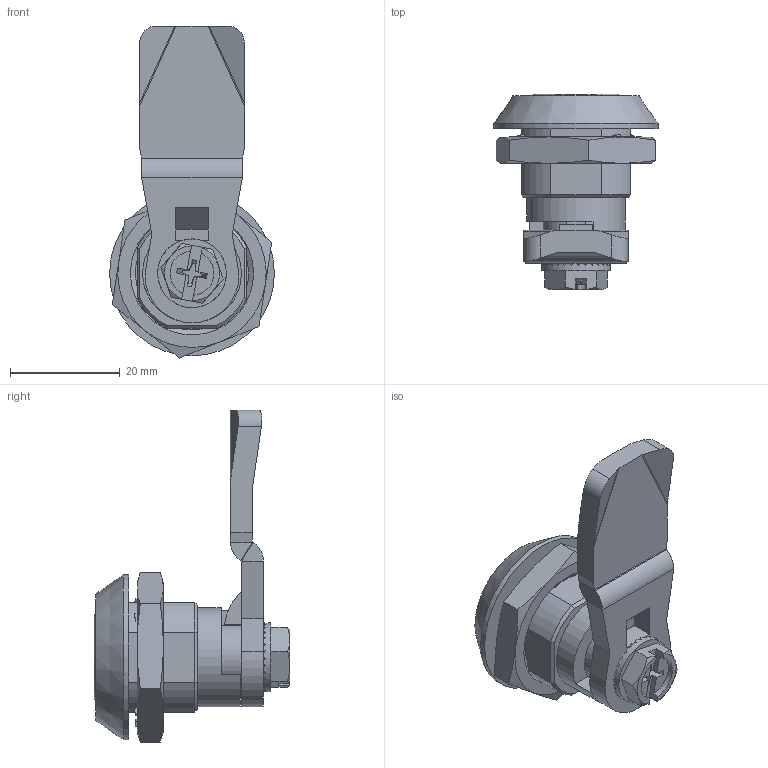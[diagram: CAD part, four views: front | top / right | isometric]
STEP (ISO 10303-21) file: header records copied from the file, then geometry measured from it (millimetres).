
FILE_DESCRIPTION(('STEP AP203'),'1');
FILE_NAME('063.1.1.32.37.step','2018-07-10T05:11:29',(' '),(' '),'Spatial InterOp 3D',' ',' ');
FILE_SCHEMA(('CONFIG_CONTROL_DESIGN'));
Length unit declared in the file: millimetre
Products named in the file (7): 1; 2; 3; 4; 5; 6; 7
Bounding box: 30 x 35.6 x 60.41 mm (x, y, z)
Volume: 13723.2 mm3; surface area: 11607.9 mm2
Topology: 7 solids, 7 shells, 471 faces, 1275 edges, 832 vertices
Faces by surface type: plane 344, cylinder 66, cone 29, bspline 17, extrusion 8, torus 4, sphere 3
Full cylindrical faces by diameter (mm): 5.2 x1, 6 x1, 12.2 x1, 12.5 x1, 15 x1, 15.1 x1, 15.7 x1, 16.1 x1, 18 x1, 20.6 x1, 30 x1
Entity records: 16420 total; most frequent: CARTESIAN_POINT 4428, ORIENTED_EDGE 2492, DIRECTION 2319, EDGE_CURVE 1246, VECTOR 823, VERTEX_POINT 823, LINE 815, AXIS2_PLACEMENT_3D 748
